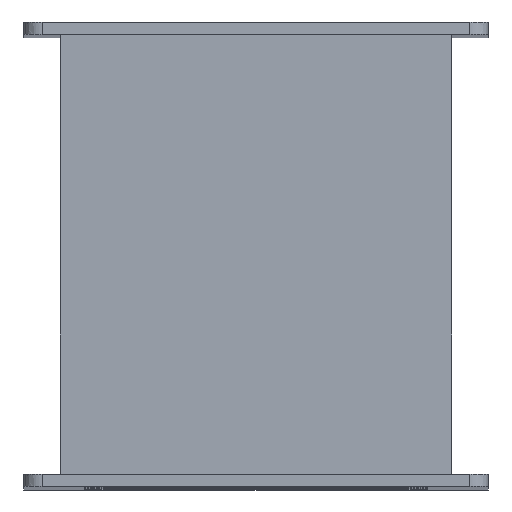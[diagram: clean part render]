
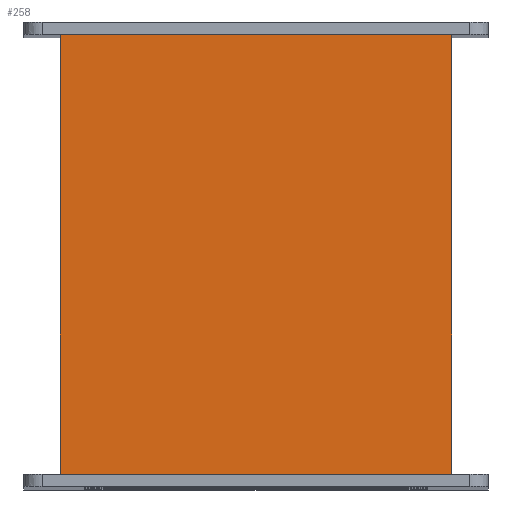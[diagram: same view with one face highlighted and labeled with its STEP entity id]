
A CAD part, top view. The second image highlights one B-rep face of the part: STEP entity #258.
In plain terms, the highlighted planar face has unit normal (0, 0, 1).
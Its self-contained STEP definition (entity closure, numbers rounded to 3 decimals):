
#258=ADVANCED_FACE($,(#394),#1866,.T.);
#394=FACE_OUTER_BOUND($,#530,.T.);
#530=EDGE_LOOP($,(#876,#877,#878,#879));
#876=ORIENTED_EDGE($,*,*,#1400,.T.);
#877=ORIENTED_EDGE($,*,*,#1396,.T.);
#878=ORIENTED_EDGE($,*,*,#1401,.F.);
#879=ORIENTED_EDGE($,*,*,#1392,.F.);
#1392=EDGE_CURVE($,#1672,#1673,#2040,.T.);
#1396=EDGE_CURVE($,#1676,#1677,#2044,.T.);
#1400=EDGE_CURVE($,#1672,#1676,#2048,.T.);
#1401=EDGE_CURVE($,#1673,#1677,#2049,.T.);
#1672=VERTEX_POINT($,#2878);
#1673=VERTEX_POINT($,#2879);
#1676=VERTEX_POINT($,#2882);
#1677=VERTEX_POINT($,#2883);
#1866=PLANE($,#2274);
#2040=B_SPLINE_CURVE_WITH_KNOTS($,1,(#2848,#2849),.UNSPECIFIED.,.F.,.F.,
(2,2),(0.,300.),.UNSPECIFIED.);
#2044=B_SPLINE_CURVE_WITH_KNOTS($,1,(#2856,#2857),.UNSPECIFIED.,.F.,.F.,
(2,2),(0.,300.),.UNSPECIFIED.);
#2048=B_SPLINE_CURVE_WITH_KNOTS($,1,(#2864,#2865),.UNSPECIFIED.,.F.,.F.,
(2,2),(0.,360.),.UNSPECIFIED.);
#2049=B_SPLINE_CURVE_WITH_KNOTS($,1,(#2866,#2867),.UNSPECIFIED.,.F.,.F.,
(2,2),(0.,360.),.UNSPECIFIED.);
#2274=AXIS2_PLACEMENT_3D($,#2872,#2385,$);
#2385=DIRECTION($,(0.,0.,1.));
#2848=CARTESIAN_POINT($,(30.,360.,1640.));
#2849=CARTESIAN_POINT($,(350.,360.,1640.));
#2856=CARTESIAN_POINT($,(30.,0.,1640.));
#2857=CARTESIAN_POINT($,(350.,0.,1640.));
#2864=CARTESIAN_POINT($,(30.,360.,1640.));
#2865=CARTESIAN_POINT($,(30.,0.,1640.));
#2866=CARTESIAN_POINT($,(350.,360.,1640.));
#2867=CARTESIAN_POINT($,(350.,0.,1640.));
#2872=CARTESIAN_POINT($,(30.,360.,1640.));
#2878=CARTESIAN_POINT($,(30.,360.,1640.));
#2879=CARTESIAN_POINT($,(350.,360.,1640.));
#2882=CARTESIAN_POINT($,(30.,0.,1640.));
#2883=CARTESIAN_POINT($,(350.,0.,1640.));
